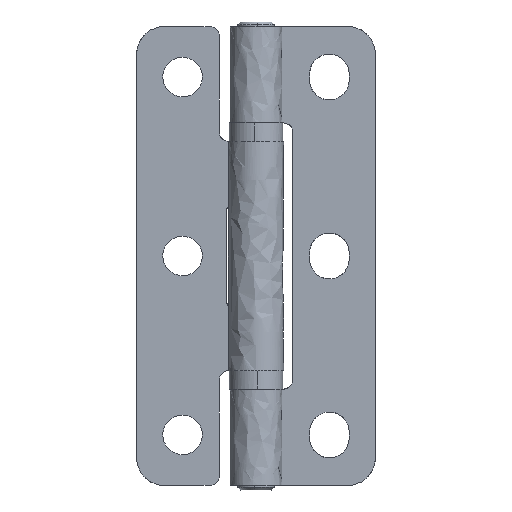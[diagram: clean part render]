
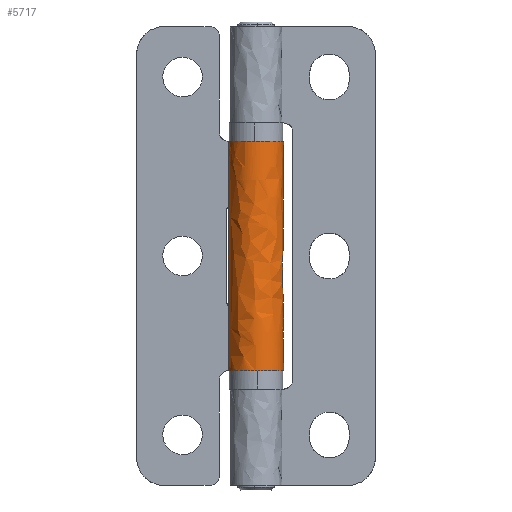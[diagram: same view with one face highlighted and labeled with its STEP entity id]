
A CAD part, front view. The second image highlights one B-rep face of the part: STEP entity #5717.
In plain terms, the highlighted free-form (B-spline) face has degree [1, 2] with [2, 7] control points.
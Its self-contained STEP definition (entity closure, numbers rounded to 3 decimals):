
#5587=CARTESIAN_POINT('',(-2.997,0.131,38.125));
#5588=CARTESIAN_POINT('',(-2.997,0.131,11.859));
#5589=CARTESIAN_POINT('',(-3.133,-2.991,38.125));
#5590=CARTESIAN_POINT('',(-3.133,-2.991,11.859));
#5591=CARTESIAN_POINT('',(-0.009,-3.,38.125));
#5592=CARTESIAN_POINT('',(-0.009,-3.,11.859));
#5593=CARTESIAN_POINT('',(3.116,-3.009,38.125));
#5594=CARTESIAN_POINT('',(3.116,-3.009,11.859));
#5595=CARTESIAN_POINT('',(2.998,0.113,38.125));
#5596=CARTESIAN_POINT('',(2.998,0.113,11.859));
#5597=CARTESIAN_POINT('',(2.88,3.236,38.125));
#5598=CARTESIAN_POINT('',(2.88,3.236,11.859));
#5599=CARTESIAN_POINT('',(-0.235,2.991,38.125));
#5600=CARTESIAN_POINT('',(-0.235,2.991,11.859));
#5608=(BOUNDED_SURFACE()B_SPLINE_SURFACE(1,2,((#5587,#5589,#5591,#5593,#5595,#5597,#5599),(#5588,#5590,#5592,#5594,#5596,#5598,#5600)),.UNSPECIFIED.,.F.,.F.,.U.)B_SPLINE_SURFACE_WITH_KNOTS((2,2),(3,2,2,3),(0.0,26.266),(0.0,5.114,10.229,15.343),.UNSPECIFIED.)GEOMETRIC_REPRESENTATION_ITEM()RATIONAL_B_SPLINE_SURFACE(((1.0,0.693,1.0,0.693,1.0,0.693,1.0),(1.0,0.693,1.0,0.693,1.0,0.693,1.0)))REPRESENTATION_ITEM('')SURFACE());
#5609=CARTESIAN_POINT('',(0.,3.,37.5));
#5610=VERTEX_POINT('',#5609);
#5611=CARTESIAN_POINT('',(-2.939,-0.6,37.5));
#5612=VERTEX_POINT('',#5611);
#5613=CARTESIAN_POINT('',(0.,3.,37.5));
#5614=CARTESIAN_POINT('',(0.273,3.,37.5));
#5615=CARTESIAN_POINT('',(0.705,2.941,37.5));
#5616=CARTESIAN_POINT('',(1.319,2.715,37.5));
#5617=CARTESIAN_POINT('',(1.797,2.427,37.5));
#5618=CARTESIAN_POINT('',(2.215,2.045,37.5));
#5619=CARTESIAN_POINT('',(2.572,1.584,37.5));
#5620=CARTESIAN_POINT('',(2.815,1.09,37.5));
#5621=CARTESIAN_POINT('',(2.987,0.459,37.5));
#5622=CARTESIAN_POINT('',(3.022,-0.126,37.5));
#5623=CARTESIAN_POINT('',(2.932,-0.685,37.5));
#5624=CARTESIAN_POINT('',(2.788,-1.14,37.5));
#5625=CARTESIAN_POINT('',(2.596,-1.528,37.5));
#5626=CARTESIAN_POINT('',(2.29,-1.961,37.5));
#5627=CARTESIAN_POINT('',(1.858,-2.393,37.5));
#5628=CARTESIAN_POINT('',(1.31,-2.724,37.5));
#5629=CARTESIAN_POINT('',(0.709,-2.933,37.5));
#5630=CARTESIAN_POINT('',(0.192,-3.011,37.5));
#5631=CARTESIAN_POINT('',(-0.347,-2.993,37.5));
#5632=CARTESIAN_POINT('',(-0.859,-2.892,37.5));
#5633=CARTESIAN_POINT('',(-1.443,-2.66,37.5));
#5634=CARTESIAN_POINT('',(-1.954,-2.305,37.5));
#5635=CARTESIAN_POINT('',(-2.403,-1.83,37.5));
#5636=CARTESIAN_POINT('',(-2.741,-1.288,37.5));
#5637=CARTESIAN_POINT('',(-2.892,-0.833,37.5));
#5638=CARTESIAN_POINT('',(-2.939,-0.6,37.5));
#5639=B_SPLINE_CURVE_WITH_KNOTS('',3,(#5613,#5614,#5615,#5616,#5617,#5618,#5619,#5620,#5621,#5622,#5623,#5624,#5625,#5626,#5627,#5628,#5629,#5630,#5631,#5632,#5633,#5634,#5635,#5636,#5637,#5638),.UNSPECIFIED.,.F.,.U.,(4,1,1,1,1,1,1,1,1,1,1,1,1,1,1,1,1,1,1,1,1,1,1,4),(0.,0.819,1.295,1.956,2.485,2.987,3.7,4.123,4.943,5.445,5.815,6.37,6.74,7.401,8.194,8.643,9.304,9.753,10.256,10.864,11.63,12.106,12.819,13.533),.UNSPECIFIED.);
#5640=EDGE_CURVE('',#5610,#5612,#5639,.T.);
#5641=ORIENTED_EDGE('',*,*,#5640,.T.);
#5642=CARTESIAN_POINT('',(-3.,0.,36.9));
#5643=VERTEX_POINT('',#5642);
#5644=CARTESIAN_POINT('',(-2.939,-0.6,37.5));
#5645=CARTESIAN_POINT('',(-3.,-0.303,37.203));
#5646=CARTESIAN_POINT('',(-3.,0.,36.9));
#5654=(BOUNDED_CURVE()B_SPLINE_CURVE(2,(#5644,#5645,#5646),.UNSPECIFIED.,.F.,.U.)CURVE()GEOMETRIC_REPRESENTATION_ITEM()QUASI_UNIFORM_CURVE()RATIONAL_B_SPLINE_CURVE((1.0,0.995,1.0))REPRESENTATION_ITEM(''));
#5655=EDGE_CURVE('',#5612,#5643,#5654,.T.);
#5656=ORIENTED_EDGE('',*,*,#5655,.T.);
#5657=CARTESIAN_POINT('',(-3.,0.,13.1));
#5658=VERTEX_POINT('',#5657);
#5659=CARTESIAN_POINT('',(-3.,0.,36.9));
#5660=CARTESIAN_POINT('',(-3.,0.,13.1));
#5661=QUASI_UNIFORM_CURVE('',1,(#5659,#5660),.UNSPECIFIED.,.F.,.U.);
#5662=EDGE_CURVE('',#5643,#5658,#5661,.T.);
#5663=ORIENTED_EDGE('',*,*,#5662,.T.);
#5664=CARTESIAN_POINT('',(-2.939,-0.6,12.5));
#5665=VERTEX_POINT('',#5664);
#5666=CARTESIAN_POINT('',(-3.,0.,13.1));
#5667=CARTESIAN_POINT('',(-3.,-0.303,12.797));
#5668=CARTESIAN_POINT('',(-2.939,-0.6,12.5));
#5676=(BOUNDED_CURVE()B_SPLINE_CURVE(2,(#5666,#5667,#5668),.UNSPECIFIED.,.F.,.U.)CURVE()GEOMETRIC_REPRESENTATION_ITEM()QUASI_UNIFORM_CURVE()RATIONAL_B_SPLINE_CURVE((1.0,0.995,1.0))REPRESENTATION_ITEM(''));
#5677=EDGE_CURVE('',#5658,#5665,#5676,.T.);
#5678=ORIENTED_EDGE('',*,*,#5677,.T.);
#5679=CARTESIAN_POINT('',(0.,3.,12.5));
#5680=VERTEX_POINT('',#5679);
#5681=CARTESIAN_POINT('',(-2.939,-0.6,12.5));
#5682=CARTESIAN_POINT('',(-2.878,-0.902,12.5));
#5683=CARTESIAN_POINT('',(-2.695,-1.395,12.5));
#5684=CARTESIAN_POINT('',(-2.316,-1.931,12.5));
#5685=CARTESIAN_POINT('',(-1.934,-2.311,12.5));
#5686=CARTESIAN_POINT('',(-1.531,-2.599,12.5));
#5687=CARTESIAN_POINT('',(-0.963,-2.866,12.5));
#5688=CARTESIAN_POINT('',(-0.365,-3.003,12.5));
#5689=CARTESIAN_POINT('',(0.192,-3.005,12.5));
#5690=CARTESIAN_POINT('',(0.742,-2.926,12.5));
#5691=CARTESIAN_POINT('',(1.247,-2.753,12.5));
#5692=CARTESIAN_POINT('',(1.71,-2.477,12.5));
#5693=CARTESIAN_POINT('',(2.096,-2.168,12.5));
#5694=CARTESIAN_POINT('',(2.43,-1.79,12.5));
#5695=CARTESIAN_POINT('',(2.75,-1.25,12.5));
#5696=CARTESIAN_POINT('',(2.933,-0.721,12.5));
#5697=CARTESIAN_POINT('',(3.015,-0.108,12.5));
#5698=CARTESIAN_POINT('',(2.989,0.414,12.5));
#5699=CARTESIAN_POINT('',(2.85,0.99,12.5));
#5700=CARTESIAN_POINT('',(2.637,1.467,12.5));
#5701=CARTESIAN_POINT('',(2.294,1.961,12.5));
#5702=CARTESIAN_POINT('',(1.876,2.371,12.5));
#5703=CARTESIAN_POINT('',(1.381,2.681,12.5));
#5704=CARTESIAN_POINT('',(0.766,2.929,12.5));
#5705=CARTESIAN_POINT('',(0.308,3.,12.5));
#5706=CARTESIAN_POINT('',(0.,3.,12.5));
#5707=B_SPLINE_CURVE_WITH_KNOTS('',3,(#5681,#5682,#5683,#5684,#5685,#5686,#5687,#5688,#5689,#5690,#5691,#5692,#5693,#5694,#5695,#5696,#5697,#5698,#5699,#5700,#5701,#5702,#5703,#5704,#5705,#5706),.UNSPECIFIED.,.F.,.U.,(4,1,1,1,1,1,1,1,1,1,1,1,1,1,1,1,1,1,1,1,1,1,1,4),(0.,0.925,1.559,1.956,2.537,3.04,3.833,4.361,4.705,5.498,5.947,6.317,6.978,7.454,8.194,8.643,9.304,9.753,10.414,10.864,11.551,12.159,12.608,13.533),.UNSPECIFIED.);
#5708=EDGE_CURVE('',#5665,#5680,#5707,.T.);
#5709=ORIENTED_EDGE('',*,*,#5708,.T.);
#5710=CARTESIAN_POINT('',(0.,3.,37.5));
#5711=CARTESIAN_POINT('',(0.,3.,12.5));
#5712=QUASI_UNIFORM_CURVE('',1,(#5710,#5711),.UNSPECIFIED.,.F.,.U.);
#5713=EDGE_CURVE('',#5610,#5680,#5712,.T.);
#5714=ORIENTED_EDGE('',*,*,#5713,.F.);
#5715=EDGE_LOOP('',(#5641,#5656,#5663,#5678,#5709,#5714));
#5716=FACE_OUTER_BOUND('',#5715,.T.);
#5717=ADVANCED_FACE('',(#5716),#5608,.T.);
